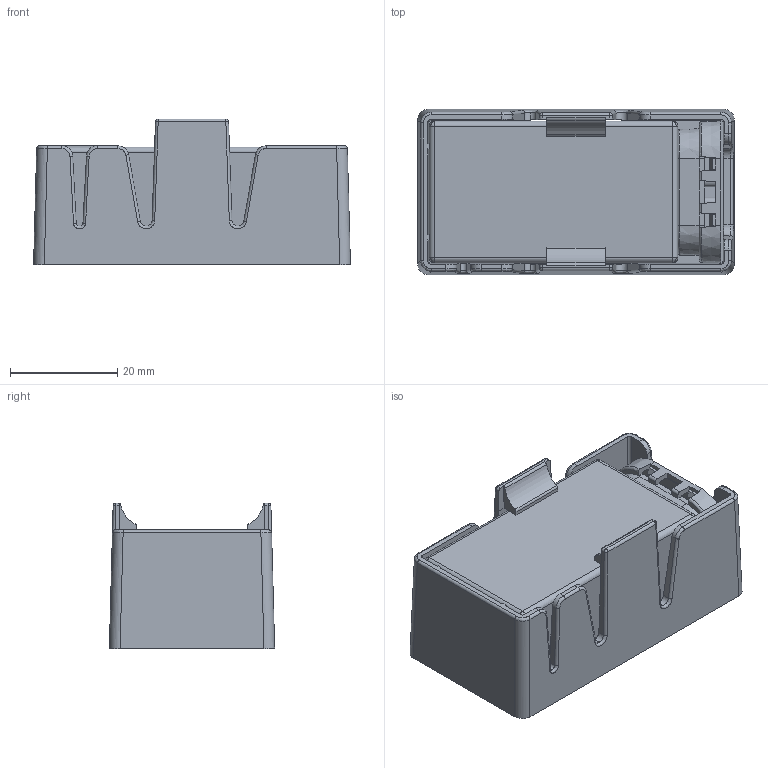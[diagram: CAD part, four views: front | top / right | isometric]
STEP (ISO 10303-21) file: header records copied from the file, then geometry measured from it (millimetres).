
FILE_DESCRIPTION (( 'STEP AP203' ), '1' );
FILE_NAME ('9V-BATTERY-HOLDER_ASSY.STEP', '2011-02-17T21:16:42', ( '' ), ( '' ), 'SwSTEP 2.0', 'SolidWorks 2010', '' );
FILE_SCHEMA (( 'CONFIG_CONTROL_DESIGN' ));
Length unit declared in the file: inch
Products named in the file (5): CONTACT-INSULATOR-CAP; 9V-BATTERY-HOLDER_ASSY; BATTERY-HOLDER; 9V-BATTERY; CONTACT-BACK-CAP
Assembly tree (4 placements, depth 2):
  9V-BATTERY-HOLDER_ASSY
    CONTACT-INSULATOR-CAP
    CONTACT-BACK-CAP
    9V-BATTERY
    BATTERY-HOLDER
Bounding box: 59.16 x 30.86 x 27.2 mm (x, y, z)
Volume: 30936.6 mm3; surface area: 18284.7 mm2
Topology: 4 solids, 4 shells, 377 faces, 1002 edges, 618 vertices
Faces by surface type: plane 179, cylinder 133, bspline 56, cone 9
Entity records: 14427 total; most frequent: CARTESIAN_POINT 5069, ORIENTED_EDGE 1964, DIRECTION 1715, EDGE_CURVE 982, VERTEX_POINT 618, AXIS2_PLACEMENT_3D 572, LINE 571, VECTOR 571
